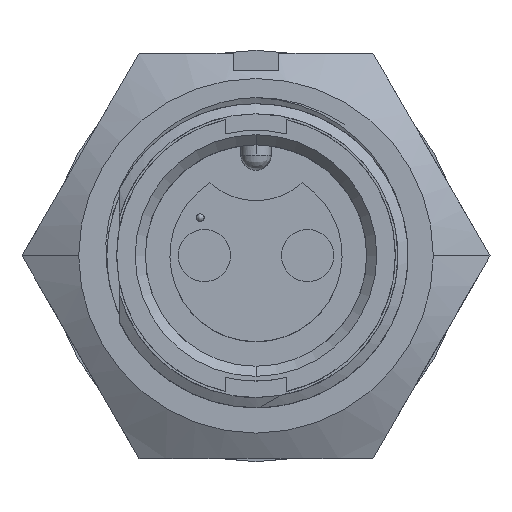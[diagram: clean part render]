
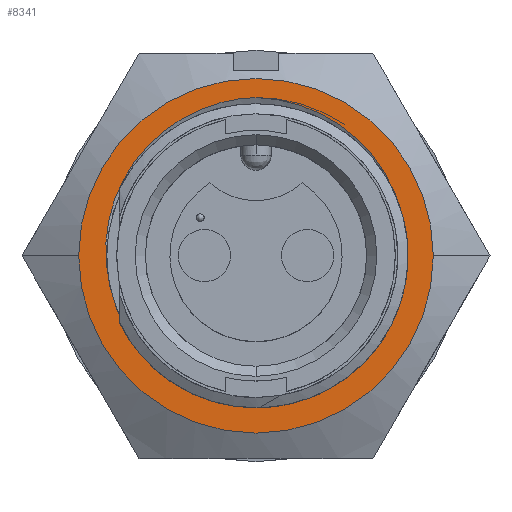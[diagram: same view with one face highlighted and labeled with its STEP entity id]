
A CAD part, top view. The second image highlights one B-rep face of the part: STEP entity #8341.
In plain terms, the highlighted planar face has unit normal (0, 0, 1).
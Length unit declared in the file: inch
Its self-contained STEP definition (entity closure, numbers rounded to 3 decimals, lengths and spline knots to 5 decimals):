
#21 = AXIS2_PLACEMENT_3D ( 'NONE', #5481, #5479, #5477 ) ;
#26 = CIRCLE ( 'NONE', #21, 0.35 ) ;
#1247 = B_SPLINE_CURVE_WITH_KNOTS ( 'NONE', 3,
 ( #10241, #10262, #10275, #10276, #10290, #10300, #10305, #9768, #9987, #10199, #10252, #9766, #9982, #9759, #9898, #9895, #10350, #9744, #9914, #9910 ),
 .UNSPECIFIED., .F., .F.,
 ( 4, 2, 2, 2, 2, 2, 2, 2, 2, 4 ),
 ( 0., 0.00086, 0.00171, 0.00343, 0.00514, 0.00686, 0.00857, 0.01029, 0.012, 0.01372 ),
 .UNSPECIFIED. ) ;
#1275 = B_SPLINE_CURVE_WITH_KNOTS ( 'NONE', 3,
 ( #3728, #3729, #3754, #3755, #3756, #3733, #3734, #3735, #3745, #3746, #3747, #3705, #3706, #3707, #3722, #3723, #3724, #3679, #3680, #3681, #3553, #3554, #3555, #3650 ),
 .UNSPECIFIED., .F., .F.,
 ( 4, 2, 2, 2, 2, 2, 2, 2, 2, 2, 2, 4 ),
 ( 0., 0.00086, 0.00171, 0.00343, 0.00514, 0.00686, 0.00857, 0.00943, 0.01029, 0.01115, 0.012, 0.01372 ),
 .UNSPECIFIED. ) ;
#1387 = VERTEX_POINT ( 'NONE', #11107 ) ;
#1389 = FACE_BOUND ( 'NONE', #6720, .T. ) ;
#1437 = FACE_OUTER_BOUND ( 'NONE', #6172, .T. ) ;
#1441 = VERTEX_POINT ( 'NONE', #11135 ) ;
#1497 = VERTEX_POINT ( 'NONE', #11175 ) ;
#1557 = VERTEX_POINT ( 'NONE', #11223 ) ;
#1668 = VERTEX_POINT ( 'NONE', #11281 ) ;
#2895 = DIRECTION ( 'NONE',  ( 0., 0., -1. ) ) ;
#2896 = PLANE ( 'NONE',  #3334 ) ;
#2927 = CARTESIAN_POINT ( 'NONE',  ( -0.23094, -0.4, -0.319 ) ) ;
#2941 = DIRECTION ( 'NONE',  ( -1., 0., 0. ) ) ;
#3334 = AXIS2_PLACEMENT_3D ( 'NONE', #2927, #2895, #2941 ) ;
#3486 = AXIS2_PLACEMENT_3D ( 'NONE', #9273, #9272, #9271 ) ;
#3500 = CIRCLE ( 'NONE', #3486, 0.2945 ) ;
#3526 = AXIS2_PLACEMENT_3D ( 'NONE', #9243, #9242, #9241 ) ;
#3528 = CIRCLE ( 'NONE', #3526, 0.35 ) ;
#3553 = CARTESIAN_POINT ( 'NONE',  ( 0.29668, 0.01975, -0.319 ) ) ;
#3554 = CARTESIAN_POINT ( 'NONE',  ( 0.29655, -0.01376, -0.319 ) ) ;
#3555 = CARTESIAN_POINT ( 'NONE',  ( 0.29396, -0.03591, -0.319 ) ) ;
#3650 = CARTESIAN_POINT ( 'NONE',  ( 0.28876, -0.05788, -0.319 ) ) ;
#3679 = CARTESIAN_POINT ( 'NONE',  ( 0.29184, 0.06439, -0.319 ) ) ;
#3680 = CARTESIAN_POINT ( 'NONE',  ( 0.29367, 0.05338, -0.319 ) ) ;
#3681 = CARTESIAN_POINT ( 'NONE',  ( 0.2961, 0.03103, -0.319 ) ) ;
#3705 = CARTESIAN_POINT ( 'NONE',  ( 0.24628, 0.17775, -0.319 ) ) ;
#3706 = CARTESIAN_POINT ( 'NONE',  ( 0.25801, 0.15885, -0.319 ) ) ;
#3707 = CARTESIAN_POINT ( 'NONE',  ( 0.27247, 0.12837, -0.319 ) ) ;
#3722 = CARTESIAN_POINT ( 'NONE',  ( 0.27672, 0.11792, -0.319 ) ) ;
#3723 = CARTESIAN_POINT ( 'NONE',  ( 0.28397, 0.09682, -0.319 ) ) ;
#3724 = CARTESIAN_POINT ( 'NONE',  ( 0.28699, 0.08612, -0.319 ) ) ;
#3728 = CARTESIAN_POINT ( 'NONE',  ( 0., 0.3125, -0.319 ) ) ;
#3729 = CARTESIAN_POINT ( 'NONE',  ( 0.01128, 0.31215, -0.319 ) ) ;
#3733 = CARTESIAN_POINT ( 'NONE',  ( 0.0884, 0.29754, -0.319 ) ) ;
#3734 = CARTESIAN_POINT ( 'NONE',  ( 0.10934, 0.2897, -0.319 ) ) ;
#3735 = CARTESIAN_POINT ( 'NONE',  ( 0.14961, 0.26937, -0.319 ) ) ;
#3745 = CARTESIAN_POINT ( 'NONE',  ( 0.16827, 0.2572, -0.319 ) ) ;
#3746 = CARTESIAN_POINT ( 'NONE',  ( 0.20277, 0.22902, -0.319 ) ) ;
#3747 = CARTESIAN_POINT ( 'NONE',  ( 0.21875, 0.2128, -0.319 ) ) ;
#3754 = CARTESIAN_POINT ( 'NONE',  ( 0.02249, 0.31119, -0.319 ) ) ;
#3755 = CARTESIAN_POINT ( 'NONE',  ( 0.04479, 0.30803, -0.319 ) ) ;
#3756 = CARTESIAN_POINT ( 'NONE',  ( 0.05587, 0.30584, -0.319 ) ) ;
#5477 = DIRECTION ( 'NONE',  ( -1., 0., 0. ) ) ;
#5479 = DIRECTION ( 'NONE',  ( 0., 0., -1. ) ) ;
#5481 = CARTESIAN_POINT ( 'NONE',  ( 0., 0., -0.319 ) ) ;
#5977 = ORIENTED_EDGE ( 'NONE', *, *, #8824, .F. ) ;
#6172 = EDGE_LOOP ( 'NONE', ( #5977, #6724 ) ) ;
#6204 = ORIENTED_EDGE ( 'NONE', *, *, #8312, .T. ) ;
#6407 = ORIENTED_EDGE ( 'NONE', *, *, #8707, .F. ) ;
#6617 = ORIENTED_EDGE ( 'NONE', *, *, #8266, .T. ) ;
#6720 = EDGE_LOOP ( 'NONE', ( #6617, #6407, #6204 ) ) ;
#6724 = ORIENTED_EDGE ( 'NONE', *, *, #8714, .F. ) ;
#8266 = EDGE_CURVE ( 'NONE', #1668, #1387, #1275, .T. ) ;
#8312 = EDGE_CURVE ( 'NONE', #1497, #1668, #1247, .T. ) ;
#8341 = ADVANCED_FACE ( 'NONE', ( #1437, #1389 ), #2896, .F. ) ;
#8707 = EDGE_CURVE ( 'NONE', #1497, #1387, #3500, .T. ) ;
#8714 = EDGE_CURVE ( 'NONE', #1557, #1441, #3528, .T. ) ;
#8824 = EDGE_CURVE ( 'NONE', #1441, #1557, #26, .T. ) ;
#9241 = DIRECTION ( 'NONE',  ( -1., 0., 0. ) ) ;
#9242 = DIRECTION ( 'NONE',  ( 0., 0., -1. ) ) ;
#9243 = CARTESIAN_POINT ( 'NONE',  ( 0., 0., -0.319 ) ) ;
#9271 = DIRECTION ( 'NONE',  ( 1., 0., 0. ) ) ;
#9272 = DIRECTION ( 'NONE',  ( 0., 0., 1. ) ) ;
#9273 = CARTESIAN_POINT ( 'NONE',  ( 0., 0., -0.319 ) ) ;
#9744 = CARTESIAN_POINT ( 'NONE',  ( -0.04463, 0.30867, -0.319 ) ) ;
#9759 = CARTESIAN_POINT ( 'NONE',  ( -0.16771, 0.25762, -0.319 ) ) ;
#9766 = CARTESIAN_POINT ( 'NONE',  ( -0.21833, 0.21326, -0.319 ) ) ;
#9768 = CARTESIAN_POINT ( 'NONE',  ( -0.28439, 0.09763, -0.319 ) ) ;
#9895 = CARTESIAN_POINT ( 'NONE',  ( -0.10919, 0.28975, -0.319 ) ) ;
#9898 = CARTESIAN_POINT ( 'NONE',  ( -0.14898, 0.26972, -0.319 ) ) ;
#9910 = CARTESIAN_POINT ( 'NONE',  ( 0., 0.3125, -0.319 ) ) ;
#9914 = CARTESIAN_POINT ( 'NONE',  ( -0.02255, 0.3118, -0.319 ) ) ;
#9982 = CARTESIAN_POINT ( 'NONE',  ( -0.20268, 0.22913, -0.319 ) ) ;
#9987 = CARTESIAN_POINT ( 'NONE',  ( -0.27709, 0.11868, -0.319 ) ) ;
#10199 = CARTESIAN_POINT ( 'NONE',  ( -0.25794, 0.15893, -0.319 ) ) ;
#10241 = CARTESIAN_POINT ( 'NONE',  ( -0.28876, -0.05788, -0.319 ) ) ;
#10252 = CARTESIAN_POINT ( 'NONE',  ( -0.24592, 0.17827, -0.319 ) ) ;
#10262 = CARTESIAN_POINT ( 'NONE',  ( -0.29136, -0.0469, -0.319 ) ) ;
#10275 = CARTESIAN_POINT ( 'NONE',  ( -0.29332, -0.03581, -0.319 ) ) ;
#10276 = CARTESIAN_POINT ( 'NONE',  ( -0.29595, -0.01345, -0.319 ) ) ;
#10290 = CARTESIAN_POINT ( 'NONE',  ( -0.29661, -0.00217, -0.319 ) ) ;
#10300 = CARTESIAN_POINT ( 'NONE',  ( -0.29669, 0.03139, -0.319 ) ) ;
#10305 = CARTESIAN_POINT ( 'NONE',  ( -0.29428, 0.05361, -0.319 ) ) ;
#10350 = CARTESIAN_POINT ( 'NONE',  ( -0.08787, 0.29771, -0.319 ) ) ;
#11107 = CARTESIAN_POINT ( 'NONE',  ( 0.28876, -0.05788, -0.319 ) ) ;
#11135 = CARTESIAN_POINT ( 'NONE',  ( -0.35, 0., -0.319 ) ) ;
#11175 = CARTESIAN_POINT ( 'NONE',  ( -0.28876, -0.05788, -0.319 ) ) ;
#11223 = CARTESIAN_POINT ( 'NONE',  ( 0.35, 0., -0.319 ) ) ;
#11281 = CARTESIAN_POINT ( 'NONE',  ( 0., 0.3125, -0.319 ) ) ;
